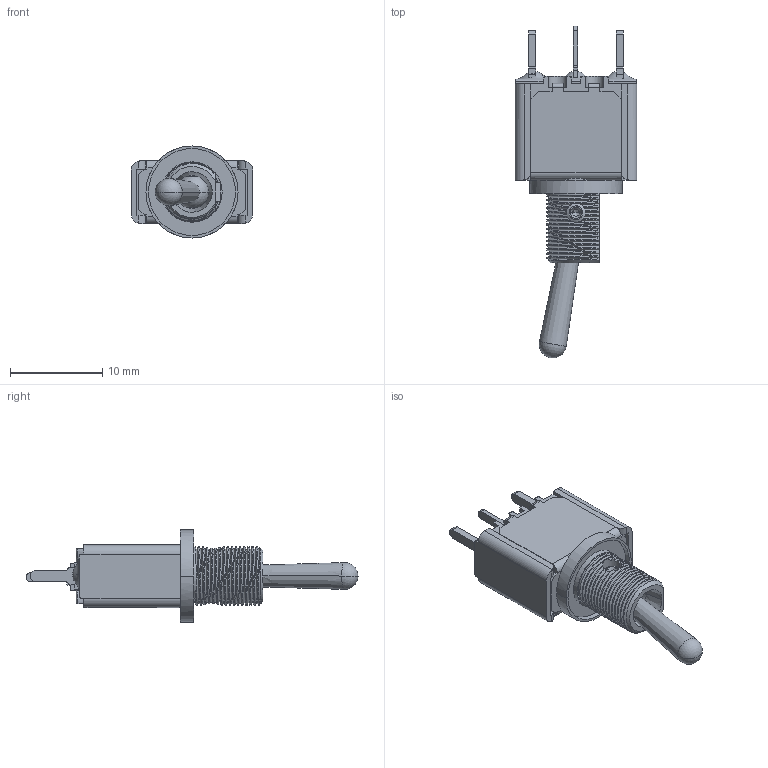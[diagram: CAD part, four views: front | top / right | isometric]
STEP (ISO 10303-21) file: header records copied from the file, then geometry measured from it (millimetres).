
FILE_DESCRIPTION((''),'2;1');
FILE_NAME('5236ADX408_','2011-10-28T',('rboyer'),(''),'PRO/ENGINEER BY PARAMETRIC TECHNOLOGY CORPORATION, 2011250','PRO/ENGINEER BY PARAMETRIC TECHNOLOGY CORPORATION, 2011250','');
FILE_SCHEMA(('CONFIG_CONTROL_DESIGN'));
Length unit declared in the file: millimetre
Products named in the file (1): 5236ADX408_
Bounding box: 13.2 x 36.08 x 10 mm (x, y, z)
Volume: 864.4 mm3; surface area: 2037.8 mm2
Topology: 2 solids, 2 shells, 545 faces, 1530 edges, 959 vertices
Faces by surface type: plane 305, cylinder 128, bspline 60, sphere 18, torus 18, cone 16
Entity records: 24781 total; most frequent: CARTESIAN_POINT 11449, ORIENTED_EDGE 3052, DIRECTION 2383, EDGE_CURVE 1526, VERTEX_POINT 959, VECTOR 885, LINE 885, AXIS2_PLACEMENT_3D 749
